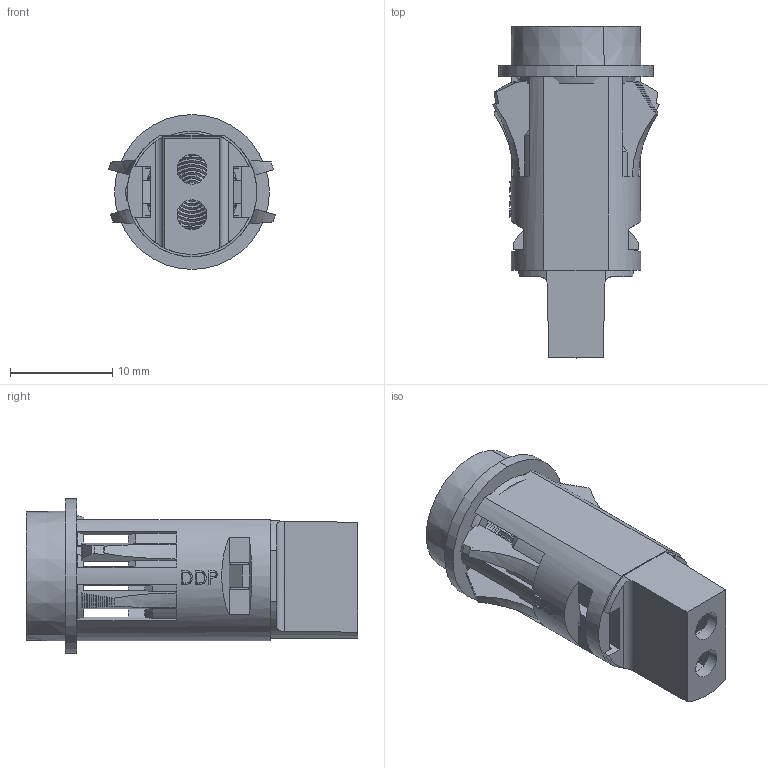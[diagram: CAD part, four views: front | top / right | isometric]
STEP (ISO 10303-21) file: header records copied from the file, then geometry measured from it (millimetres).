
FILE_DESCRIPTION (( 'STEP AP203' ), '1' );
FILE_NAME ('P84W_Series.STEP', '2019-02-15T23:44:41', ( '' ), ( '' ), 'SwSTEP 2.0', 'SolidWorks 2018', '' );
FILE_SCHEMA (( 'CONFIG_CONTROL_DESIGN' ));
Length unit declared in the file: foot
Products named in the file (4): 80-HDR; 80-BLK-UL; 81-xx SHORT; P84W_Series
Assembly tree (3 placements, depth 2):
  P84W_Series
    80-BLK-UL
    80-HDR
    81-xx SHORT
Bounding box: 16.28 x 32.38 x 15.11 mm (x, y, z)
Volume: 1506 mm3; surface area: 3331.2 mm2
Topology: 3 solids, 3 shells, 531 faces, 1482 edges, 965 vertices
Faces by surface type: plane 301, cylinder 124, cone 71, bspline 21, torus 14
Entity records: 19349 total; most frequent: CARTESIAN_POINT 5191, ORIENTED_EDGE 2964, DIRECTION 2832, EDGE_CURVE 1482, AXIS2_PLACEMENT_3D 971, VERTEX_POINT 965, LINE 890, VECTOR 890
